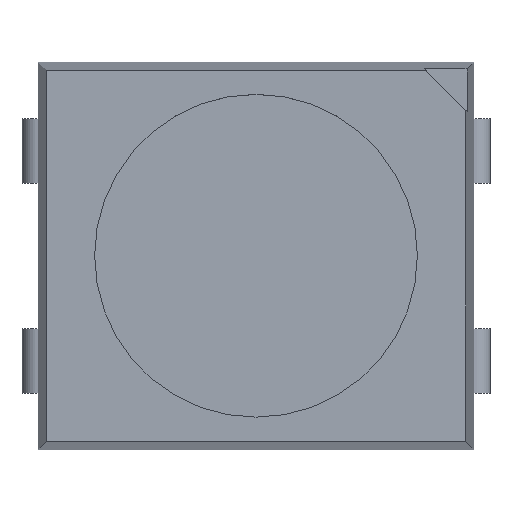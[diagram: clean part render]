
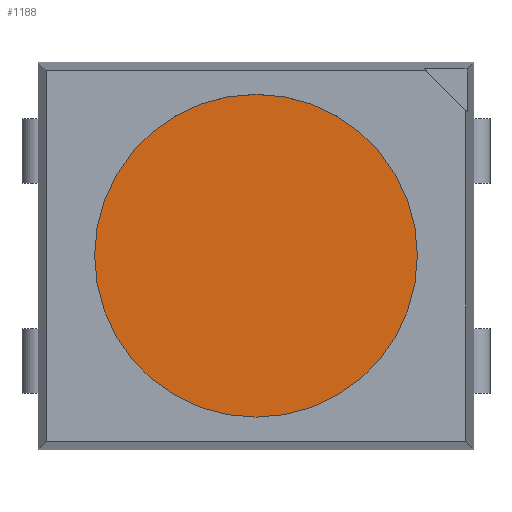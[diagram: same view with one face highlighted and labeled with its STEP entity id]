
A CAD part, top view. The second image highlights one B-rep face of the part: STEP entity #1188.
In plain terms, the highlighted planar face has unit normal (0, 0, 1).
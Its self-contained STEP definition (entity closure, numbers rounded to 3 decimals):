
#78=CIRCLE('',#1331,1.);
#124=FACE_OUTER_BOUND('',#193,.T.);
#193=EDGE_LOOP('',(#915));
#556=VERTEX_POINT('',#1906);
#691=EDGE_CURVE('',#556,#556,#78,.T.);
#915=ORIENTED_EDGE('',*,*,#691,.F.);
#1129=PLANE('',#1330);
#1188=ADVANCED_FACE('',(#124),#1129,.T.);
#1330=AXIS2_PLACEMENT_3D('',#1905,#1546,#1547);
#1331=AXIS2_PLACEMENT_3D('',#1907,#1548,#1549);
#1546=DIRECTION('center_axis',(0.,0.,1.));
#1547=DIRECTION('ref_axis',(1.,0.,0.));
#1548=DIRECTION('center_axis',(0.,0.,-1.));
#1549=DIRECTION('ref_axis',(1.,0.,0.));
#1905=CARTESIAN_POINT('Origin',(0.,0.,1.));
#1906=CARTESIAN_POINT('',(-1.,0.,1.));
#1907=CARTESIAN_POINT('Origin',(0.,0.,1.));
